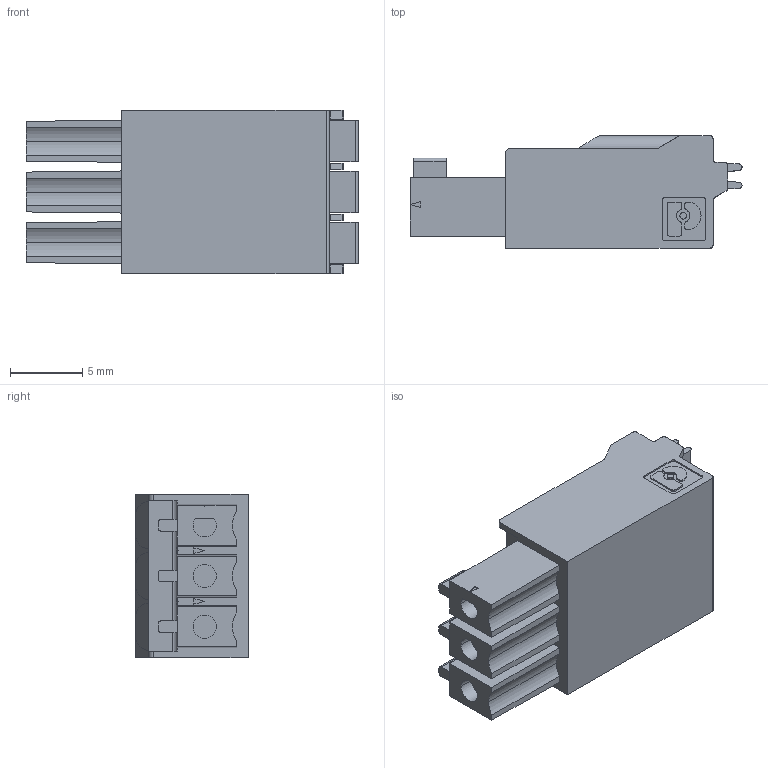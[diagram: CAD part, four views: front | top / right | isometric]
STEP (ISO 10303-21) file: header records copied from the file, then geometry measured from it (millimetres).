
FILE_DESCRIPTION(('SolidDesigner STEP Export'),'2;1');
FILE_NAME('fmc_1.5-3-st-3.5.stp','2003-03-21T17:15:04',(''),(''),'OneSpaceDesigner STEP processor Version: 9.0 (March 2001)for AP214(CD)(Solid Model)','CoCreate OneSpaceDesigner: 11.50A 18-Jul-2002(C) CoCreate Software GmbH','');
FILE_SCHEMA(('AUTOMOTIVE_DESIGN_CC2 {1 2 10303 214 -1 1 5 1}'));
Length unit declared in the file: millimetre
Products named in the file (2): fmc_1.5-3-st-3.5
Assembly tree (1 placements, depth 2):
  fmc_1.5-3-st-3.5
    fmc_1.5-3-st-3.5
Bounding box: 22.9 x 7.75 x 11.25 mm (x, y, z)
Volume: 1311.9 mm3; surface area: 1266.6 mm2
Topology: 1 solids, 1 shells, 302 faces, 817 edges, 532 vertices
Faces by surface type: plane 180, cylinder 104, cone 12, torus 6
Entity records: 11534 total; most frequent: ORIENTED_EDGE 1634, CARTESIAN_POINT 1570, DIRECTION 1510, EDGE_CURVE 817, VECTOR 566, LINE 566, VERTEX_POINT 532, AXIS2_PLACEMENT_3D 472
